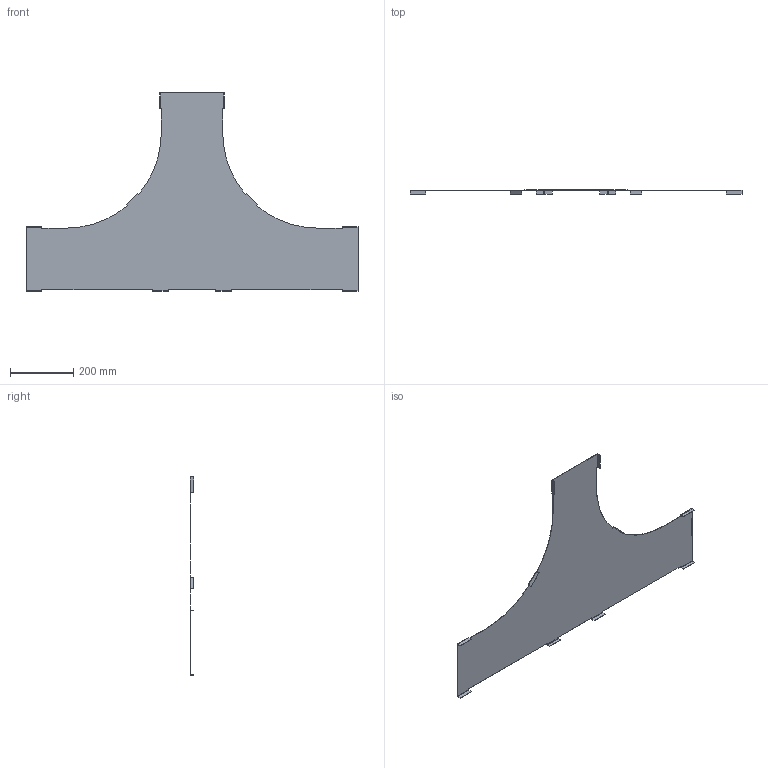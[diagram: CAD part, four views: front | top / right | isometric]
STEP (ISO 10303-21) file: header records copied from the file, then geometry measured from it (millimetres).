
FILE_DESCRIPTION (( 'STEP AP214' ), '1' );
FILE_NAME ('6226100.STEP', '2025-02-19T08:33:05', ( '' ), ( '' ), 'SwSTEP 2.0', 'SolidWorks 2024', '' );
FILE_SCHEMA (( 'AUTOMOTIVE_DESIGN' ));
Length unit declared in the file: millimetre
Products named in the file (2): 087760_NB=200 d-16,5 für Helix-Drehriegel; 6226100
Assembly tree (1 placements, depth 2):
  6226100
    087760_NB=200 d-16,5 für Helix-Drehriegel
Bounding box: 1050 x 12.64 x 627 mm (x, y, z)
Volume: 334634.9 mm3; surface area: 672261.5 mm2
Topology: 1 solids, 1 shells, 110 faces, 284 edges, 176 vertices
Faces by surface type: plane 96, cylinder 14
Entity records: 3311 total; most frequent: CARTESIAN_POINT 574, ORIENTED_EDGE 568, DIRECTION 540, EDGE_CURVE 284, VECTOR 256, LINE 256, VERTEX_POINT 176, AXIS2_PLACEMENT_3D 142
